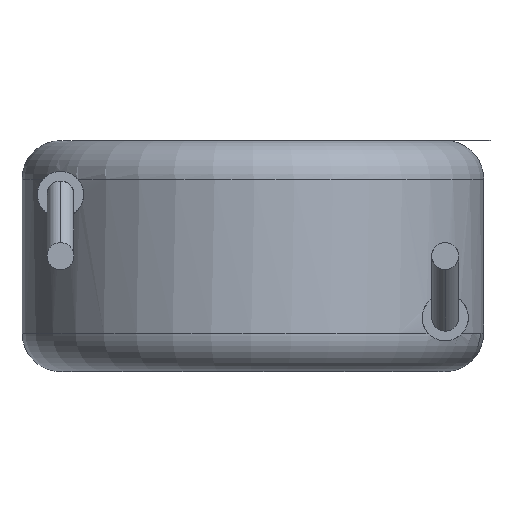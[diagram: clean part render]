
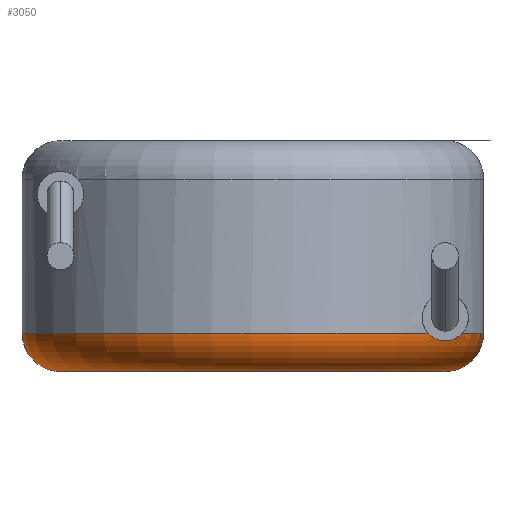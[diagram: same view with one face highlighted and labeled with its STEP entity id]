
A CAD part, front view. The second image highlights one B-rep face of the part: STEP entity #3050.
In plain terms, the highlighted toroidal (fillet/blend) face has major radius 5 mm and minor radius 1 mm.
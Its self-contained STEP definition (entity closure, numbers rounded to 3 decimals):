
#13 = VERTEX_POINT ( 'NONE', #2848 ) ;
#140 = ORIENTED_EDGE ( 'NONE', *, *, #3534, .F. ) ;
#165 = DIRECTION ( 'NONE',  ( 0., -1., 0. ) ) ;
#172 = CARTESIAN_POINT ( 'NONE',  ( 0., 0., 1. ) ) ;
#218 = VERTEX_POINT ( 'NONE', #346 ) ;
#246 = CIRCLE ( 'NONE', #2125, 1. ) ;
#285 = DIRECTION ( 'NONE',  ( 0., 0., 1. ) ) ;
#307 = CARTESIAN_POINT ( 'NONE',  ( 5., -3.28, 0.8 ) ) ;
#343 = CARTESIAN_POINT ( 'NONE',  ( 5.356, -2.703, 1. ) ) ;
#346 = CARTESIAN_POINT ( 'NONE',  ( 5.261, -2.864, 0.86 ) ) ;
#437 = AXIS2_PLACEMENT_3D ( 'NONE', #2303, #533, #571 ) ;
#469 = VERTEX_POINT ( 'NONE', #1673 ) ;
#475 = DIRECTION ( 'NONE',  ( 0., 0., 1. ) ) ;
#483 = ORIENTED_EDGE ( 'NONE', *, *, #1479, .T. ) ;
#533 = DIRECTION ( 'NONE',  ( 0., 0., 1. ) ) ;
#571 = DIRECTION ( 'NONE',  ( 1., 0., 0. ) ) ;
#582 = FACE_OUTER_BOUND ( 'NONE', #1312, .T. ) ;
#588 = DIRECTION ( 'NONE',  ( 0., 1., 0. ) ) ;
#593 = CARTESIAN_POINT ( 'NONE',  ( 5.091, -3.141, 0.8 ) ) ;
#637 = EDGE_CURVE ( 'NONE', #218, #13, #1550, .T. ) ;
#756 = B_SPLINE_CURVE_WITH_KNOTS ( 'NONE', 3,
 ( #1186, #1402, #3802, #2592 ),
 .UNSPECIFIED., .F., .F.,
 ( 4, 4 ),
 ( 0., 0. ),
 .UNSPECIFIED. ) ;
#783 = DIRECTION ( 'NONE',  ( 1., 0., 0. ) ) ;
#794 = VERTEX_POINT ( 'NONE', #343 ) ;
#1045 = AXIS2_PLACEMENT_3D ( 'NONE', #3276, #588, #1777 ) ;
#1050 = EDGE_CURVE ( 'NONE', #469, #2440, #2155, .T. ) ;
#1137 = CARTESIAN_POINT ( 'NONE',  ( 5.18, -3.002, 0.82 ) ) ;
#1186 = CARTESIAN_POINT ( 'NONE',  ( 5.356, -2.703, 1. ) ) ;
#1210 = CARTESIAN_POINT ( 'NONE',  ( -5., 0., 0. ) ) ;
#1298 = TOROIDAL_SURFACE ( 'NONE', #2987, 5., 1. ) ;
#1312 = EDGE_LOOP ( 'NONE', ( #1503, #1674, #3262, #140, #2010, #3412, #483, #1968 ) ) ;
#1320 = DIRECTION ( 'NONE',  ( 0., 0., -1. ) ) ;
#1326 = CARTESIAN_POINT ( 'NONE',  ( 5., 0., 1. ) ) ;
#1402 = CARTESIAN_POINT ( 'NONE',  ( 5.333, -2.751, 0.941 ) ) ;
#1476 = CIRCLE ( 'NONE', #437, 6. ) ;
#1479 = EDGE_CURVE ( 'NONE', #13, #1927, #3468, .T. ) ;
#1503 = ORIENTED_EDGE ( 'NONE', *, *, #1798, .F. ) ;
#1505 = CARTESIAN_POINT ( 'NONE',  ( 5.261, -2.864, 0.86 ) ) ;
#1517 = CARTESIAN_POINT ( 'NONE',  ( 5., -3.28, 0.8 ) ) ;
#1550 = B_SPLINE_CURVE_WITH_KNOTS ( 'NONE', 3,
 ( #1505, #1137, #593, #307 ),
 .UNSPECIFIED., .F., .F.,
 ( 4, 4 ),
 ( 0., 0.001 ),
 .UNSPECIFIED. ) ;
#1577 = CARTESIAN_POINT ( 'NONE',  ( 4.553, -3.908, 1. ) ) ;
#1618 = CARTESIAN_POINT ( 'NONE',  ( 0., 0., 0. ) ) ;
#1646 = DIRECTION ( 'NONE',  ( 1., 0., 0. ) ) ;
#1673 = CARTESIAN_POINT ( 'NONE',  ( 5., 0., 0. ) ) ;
#1674 = ORIENTED_EDGE ( 'NONE', *, *, #1050, .F. ) ;
#1777 = DIRECTION ( 'NONE',  ( -1., 0., 0. ) ) ;
#1798 = EDGE_CURVE ( 'NONE', #2440, #1970, #2057, .T. ) ;
#1814 = EDGE_CURVE ( 'NONE', #794, #218, #756, .T. ) ;
#1927 = VERTEX_POINT ( 'NONE', #1577 ) ;
#1968 = ORIENTED_EDGE ( 'NONE', *, *, #2920, .F. ) ;
#1970 = VERTEX_POINT ( 'NONE', #2230 ) ;
#2010 = ORIENTED_EDGE ( 'NONE', *, *, #1814, .T. ) ;
#2041 = EDGE_CURVE ( 'NONE', #469, #3270, #246, .T. ) ;
#2057 = CIRCLE ( 'NONE', #1045, 1. ) ;
#2068 = AXIS2_PLACEMENT_3D ( 'NONE', #3670, #285, #2288 ) ;
#2125 = AXIS2_PLACEMENT_3D ( 'NONE', #1326, #165, #3765 ) ;
#2155 = CIRCLE ( 'NONE', #3126, 5. ) ;
#2230 = CARTESIAN_POINT ( 'NONE',  ( -6., 0., 1. ) ) ;
#2288 = DIRECTION ( 'NONE',  ( 1., 0., 0. ) ) ;
#2303 = CARTESIAN_POINT ( 'NONE',  ( 0., 0., 1. ) ) ;
#2421 = CARTESIAN_POINT ( 'NONE',  ( 4.926, -3.393, 0.8 ) ) ;
#2422 = CARTESIAN_POINT ( 'NONE',  ( 6., 0., 1. ) ) ;
#2438 = CARTESIAN_POINT ( 'NONE',  ( 4.852, -3.504, 0.813 ) ) ;
#2440 = VERTEX_POINT ( 'NONE', #1210 ) ;
#2592 = CARTESIAN_POINT ( 'NONE',  ( 5.261, -2.864, 0.86 ) ) ;
#2667 = CARTESIAN_POINT ( 'NONE',  ( 4.553, -3.908, 1. ) ) ;
#2848 = CARTESIAN_POINT ( 'NONE',  ( 5., -3.28, 0.8 ) ) ;
#2920 = EDGE_CURVE ( 'NONE', #1970, #1927, #1476, .T. ) ;
#2950 = CARTESIAN_POINT ( 'NONE',  ( 4.7, -3.72, 0.874 ) ) ;
#2987 = AXIS2_PLACEMENT_3D ( 'NONE', #172, #475, #1646 ) ;
#3050 = ADVANCED_FACE ( 'NONE', ( #582 ), #1298, .T. ) ;
#3126 = AXIS2_PLACEMENT_3D ( 'NONE', #1618, #1320, #783 ) ;
#3262 = ORIENTED_EDGE ( 'NONE', *, *, #2041, .T. ) ;
#3270 = VERTEX_POINT ( 'NONE', #2422 ) ;
#3276 = CARTESIAN_POINT ( 'NONE',  ( -5., 0., 1. ) ) ;
#3316 = CIRCLE ( 'NONE', #2068, 6. ) ;
#3412 = ORIENTED_EDGE ( 'NONE', *, *, #637, .T. ) ;
#3468 = B_SPLINE_CURVE_WITH_KNOTS ( 'NONE', 3,
 ( #1517, #2421, #2438, #2950, #3632, #2667 ),
 .UNSPECIFIED., .F., .F.,
 ( 4, 2, 4 ),
 ( 0.001, 0.001, 0.002 ),
 .UNSPECIFIED. ) ;
#3534 = EDGE_CURVE ( 'NONE', #794, #3270, #3316, .T. ) ;
#3632 = CARTESIAN_POINT ( 'NONE',  ( 4.625, -3.824, 0.919 ) ) ;
#3670 = CARTESIAN_POINT ( 'NONE',  ( 0., 0., 1. ) ) ;
#3765 = DIRECTION ( 'NONE',  ( 0., 0., -1. ) ) ;
#3802 = CARTESIAN_POINT ( 'NONE',  ( 5.299, -2.804, 0.894 ) ) ;
